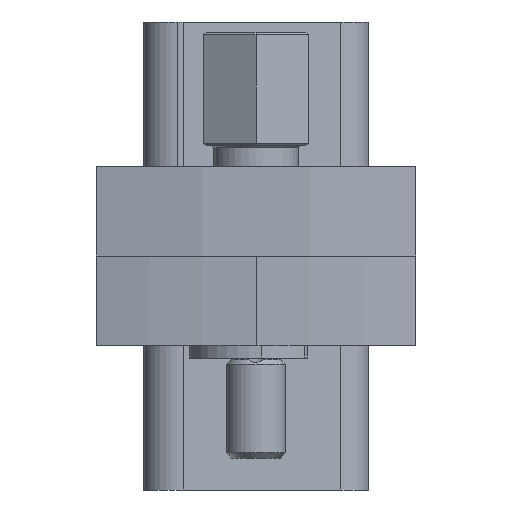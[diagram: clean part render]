
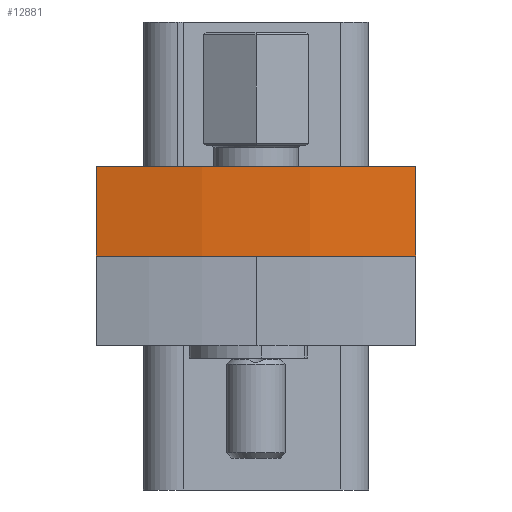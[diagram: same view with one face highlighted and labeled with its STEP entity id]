
A CAD part, left-side view. The second image highlights one B-rep face of the part: STEP entity #12881.
In plain terms, the highlighted cylindrical face has radius 33 mm (diameter 66 mm), a partial arc.
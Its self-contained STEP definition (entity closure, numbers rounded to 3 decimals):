
#13 = VERTEX_POINT ( 'NONE', #16267 ) ;
#25 = CARTESIAN_POINT ( 'NONE',  ( -32.136, -7.5, 0. ) ) ;
#1674 = CARTESIAN_POINT ( 'NONE',  ( 0., 0., -4.2 ) ) ;
#2479 = ORIENTED_EDGE ( 'NONE', *, *, #8691, .T. ) ;
#2871 = CARTESIAN_POINT ( 'NONE',  ( -32.136, 7.5, -4.2 ) ) ;
#3069 = VERTEX_POINT ( 'NONE', #2871 ) ;
#3220 = CARTESIAN_POINT ( 'NONE',  ( -32.136, 7.5, -4.2 ) ) ;
#3299 = DIRECTION ( 'NONE',  ( 1., 0., 0. ) ) ;
#4968 = ORIENTED_EDGE ( 'NONE', *, *, #9279, .F. ) ;
#5029 = VECTOR ( 'NONE', #14530, 1000. ) ;
#5919 = DIRECTION ( 'NONE',  ( 0., 0., 1. ) ) ;
#6005 = CYLINDRICAL_SURFACE ( 'NONE', #18230, 33. ) ;
#6444 = DIRECTION ( 'NONE',  ( 0., 0., 1. ) ) ;
#7812 = VERTEX_POINT ( 'NONE', #8698 ) ;
#8092 = EDGE_LOOP ( 'NONE', ( #4968, #8151, #2479, #12602 ) ) ;
#8151 = ORIENTED_EDGE ( 'NONE', *, *, #19011, .F. ) ;
#8691 = EDGE_CURVE ( 'NONE', #3069, #7812, #18660, .T. ) ;
#8698 = CARTESIAN_POINT ( 'NONE',  ( -32.136, -7.5, -4.2 ) ) ;
#9279 = EDGE_CURVE ( 'NONE', #13, #20861, #18619, .T. ) ;
#11239 = EDGE_CURVE ( 'NONE', #7812, #20861, #20321, .T. ) ;
#11432 = AXIS2_PLACEMENT_3D ( 'NONE', #1674, #12986, #3299 ) ;
#12368 = DIRECTION ( 'NONE',  ( 1., 0., 0. ) ) ;
#12602 = ORIENTED_EDGE ( 'NONE', *, *, #11239, .T. ) ;
#12786 = AXIS2_PLACEMENT_3D ( 'NONE', #16162, #6444, #17798 ) ;
#12881 = ADVANCED_FACE ( 'NONE', ( #19481 ), #6005, .T. ) ;
#12986 = DIRECTION ( 'NONE',  ( 0., 0., 1. ) ) ;
#14000 = CARTESIAN_POINT ( 'NONE',  ( 0., 0., -4.2 ) ) ;
#14530 = DIRECTION ( 'NONE',  ( 0., 0., 1. ) ) ;
#16162 = CARTESIAN_POINT ( 'NONE',  ( 0., 0., 0. ) ) ;
#16267 = CARTESIAN_POINT ( 'NONE',  ( -32.136, 7.5, 0. ) ) ;
#16499 = VECTOR ( 'NONE', #17194, 1000. ) ;
#17194 = DIRECTION ( 'NONE',  ( 0., 0., 1. ) ) ;
#17798 = DIRECTION ( 'NONE',  ( 1., 0., 0. ) ) ;
#17970 = LINE ( 'NONE', #3220, #5029 ) ;
#18230 = AXIS2_PLACEMENT_3D ( 'NONE', #14000, #5919, #12368 ) ;
#18619 = CIRCLE ( 'NONE', #12786, 33. ) ;
#18660 = CIRCLE ( 'NONE', #11432, 33. ) ;
#18836 = CARTESIAN_POINT ( 'NONE',  ( -32.136, -7.5, -4.2 ) ) ;
#19011 = EDGE_CURVE ( 'NONE', #3069, #13, #17970, .T. ) ;
#19481 = FACE_OUTER_BOUND ( 'NONE', #8092, .T. ) ;
#20321 = LINE ( 'NONE', #18836, #16499 ) ;
#20861 = VERTEX_POINT ( 'NONE', #25 ) ;
